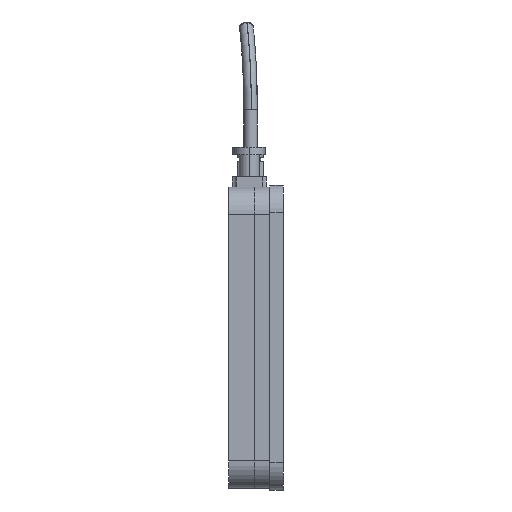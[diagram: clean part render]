
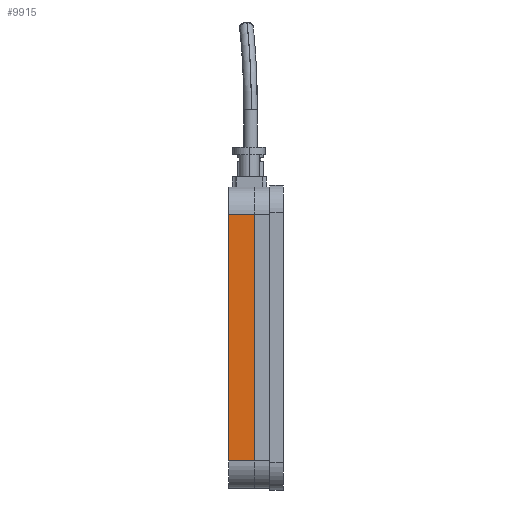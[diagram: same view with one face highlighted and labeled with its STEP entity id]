
A CAD part, left-side view. The second image highlights one B-rep face of the part: STEP entity #9915.
In plain terms, the highlighted planar face has unit normal (-1, 0, 0).
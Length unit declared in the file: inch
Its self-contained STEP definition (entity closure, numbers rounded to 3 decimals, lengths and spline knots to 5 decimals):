
#132 = CARTESIAN_POINT ( 'NONE',  ( -5.875, 0.275, -2.75 ) ) ;
#1188 = VECTOR ( 'NONE', #15321, 39.37008 ) ;
#2174 = ORIENTED_EDGE ( 'NONE', *, *, #14288, .T. ) ;
#2770 = VERTEX_POINT ( 'NONE', #9901 ) ;
#4119 = PLANE ( 'NONE',  #8593 ) ;
#5102 = EDGE_CURVE ( 'NONE', #10800, #20121, #16054, .T. ) ;
#5476 = CARTESIAN_POINT ( 'NONE',  ( -5.875, 0.75, -2.25 ) ) ;
#5675 = FACE_OUTER_BOUND ( 'NONE', #6034, .T. ) ;
#5680 = DIRECTION ( 'NONE',  ( 0., 0., 1. ) ) ;
#6030 = LINE ( 'NONE', #132, #19711 ) ;
#6034 = EDGE_LOOP ( 'NONE', ( #7921, #20318, #2174, #10423 ) ) ;
#7143 = EDGE_CURVE ( 'NONE', #10777, #20121, #17155, .T. ) ;
#7328 = LINE ( 'NONE', #23925, #11728 ) ;
#7921 = ORIENTED_EDGE ( 'NONE', *, *, #5102, .F. ) ;
#8593 = AXIS2_PLACEMENT_3D ( 'NONE', #19016, #20887, #9750 ) ;
#9307 = CARTESIAN_POINT ( 'NONE',  ( -5.875, 0.75, 2.25 ) ) ;
#9750 = DIRECTION ( 'NONE',  ( 0., 0., -1. ) ) ;
#9901 = CARTESIAN_POINT ( 'NONE',  ( -5.875, 0.275, -2.25 ) ) ;
#9915 = ADVANCED_FACE ( 'NONE', ( #5675 ), #4119, .F. ) ;
#10423 = ORIENTED_EDGE ( 'NONE', *, *, #7143, .T. ) ;
#10777 = VERTEX_POINT ( 'NONE', #23994 ) ;
#10800 = VERTEX_POINT ( 'NONE', #5476 ) ;
#11546 = EDGE_CURVE ( 'NONE', #10800, #2770, #7328, .T. ) ;
#11728 = VECTOR ( 'NONE', #14660, 39.37008 ) ;
#12798 = VECTOR ( 'NONE', #13056, 39.37008 ) ;
#13056 = DIRECTION ( 'NONE',  ( 0., 1., 0. ) ) ;
#13469 = CARTESIAN_POINT ( 'NONE',  ( -5.875, 0.75, -2.75 ) ) ;
#14288 = EDGE_CURVE ( 'NONE', #2770, #10777, #6030, .T. ) ;
#14660 = DIRECTION ( 'NONE',  ( 0., -1., 0. ) ) ;
#15321 = DIRECTION ( 'NONE',  ( 0., 0., 1. ) ) ;
#16054 = LINE ( 'NONE', #13469, #1188 ) ;
#17155 = LINE ( 'NONE', #9307, #12798 ) ;
#19016 = CARTESIAN_POINT ( 'NONE',  ( -5.875, 0.75, -2.75 ) ) ;
#19711 = VECTOR ( 'NONE', #5680, 39.37008 ) ;
#20121 = VERTEX_POINT ( 'NONE', #20392 ) ;
#20318 = ORIENTED_EDGE ( 'NONE', *, *, #11546, .T. ) ;
#20392 = CARTESIAN_POINT ( 'NONE',  ( -5.875, 0.75, 2.25 ) ) ;
#20887 = DIRECTION ( 'NONE',  ( 1., 0., 0. ) ) ;
#23925 = CARTESIAN_POINT ( 'NONE',  ( -5.875, 0.75, -2.25 ) ) ;
#23994 = CARTESIAN_POINT ( 'NONE',  ( -5.875, 0.275, 2.25 ) ) ;
